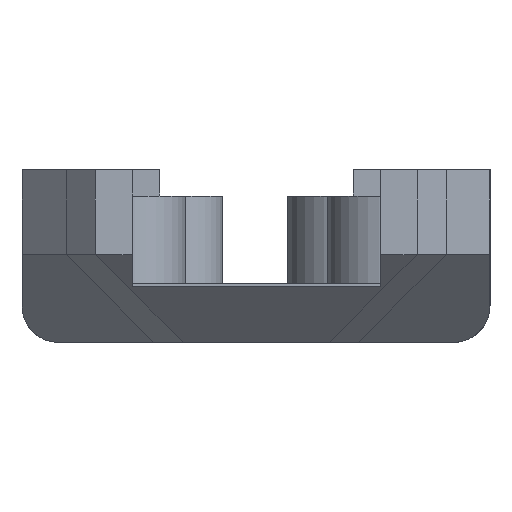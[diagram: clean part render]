
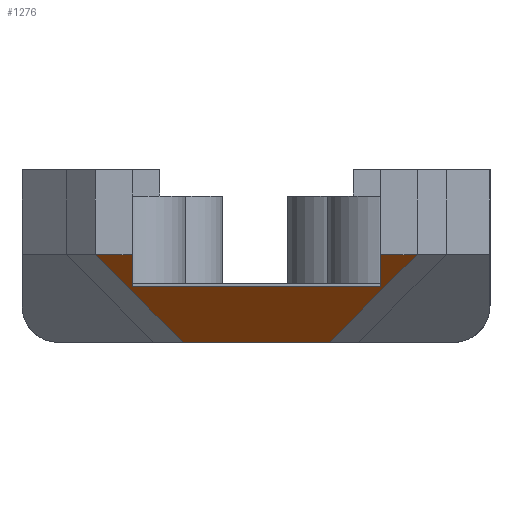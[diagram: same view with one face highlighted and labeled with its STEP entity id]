
A CAD part, left-side view. The second image highlights one B-rep face of the part: STEP entity #1276.
In plain terms, the highlighted planar face has unit normal (-0.707, 0, -0.707).
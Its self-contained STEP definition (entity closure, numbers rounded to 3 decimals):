
#70 = PLANE('',#71);
#71 = AXIS2_PLACEMENT_3D('',#72,#73,#74);
#72 = CARTESIAN_POINT('',(1.492,0.015,-5.9));
#73 = DIRECTION('',(0.,0.,1.));
#74 = DIRECTION('',(1.,0.,0.));
#179 = VERTEX_POINT('',#180);
#180 = CARTESIAN_POINT('',(-42.65,2.505,-5.9));
#194 = PLANE('',#195);
#195 = AXIS2_PLACEMENT_3D('',#196,#197,#198);
#196 = CARTESIAN_POINT('',(-45.65,4.005,-4.4));
#197 = DIRECTION('',(0.,0.707,-0.707));
#198 = DIRECTION('',(-1.,0.,0.));
#206 = EDGE_CURVE('',#207,#179,#209,.T.);
#207 = VERTEX_POINT('',#208);
#208 = CARTESIAN_POINT('',(-42.65,-2.491,-5.9));
#209 = SURFACE_CURVE('',#210,(#214,#221),.PCURVE_S1.);
#210 = LINE('',#211,#212);
#211 = CARTESIAN_POINT('',(-42.65,-5.491,-5.9));
#212 = VECTOR('',#213,1.);
#213 = DIRECTION('',(0.,1.,0.));
#214 = PCURVE('',#70,#215);
#215 = DEFINITIONAL_REPRESENTATION('',(#216),#220);
#216 = LINE('',#217,#218);
#217 = CARTESIAN_POINT('',(-44.142,-5.506));
#218 = VECTOR('',#219,1.);
#219 = DIRECTION('',(0.,1.));
#220 = ( GEOMETRIC_REPRESENTATION_CONTEXT(2) 
PARAMETRIC_REPRESENTATION_CONTEXT() REPRESENTATION_CONTEXT('2D SPACE',''
  ) );
#221 = PCURVE('',#222,#227);
#222 = PLANE('',#223);
#223 = AXIS2_PLACEMENT_3D('',#224,#225,#226);
#224 = CARTESIAN_POINT('',(-44.15,-5.491,-4.4));
#225 = DIRECTION('',(-0.707,0.,-0.707));
#226 = DIRECTION('',(0.,1.,0.));
#227 = DEFINITIONAL_REPRESENTATION('',(#228),#232);
#228 = LINE('',#229,#230);
#229 = CARTESIAN_POINT('',(0.,2.121));
#230 = VECTOR('',#231,1.);
#231 = DIRECTION('',(1.,0.));
#232 = ( GEOMETRIC_REPRESENTATION_CONTEXT(2) 
PARAMETRIC_REPRESENTATION_CONTEXT() REPRESENTATION_CONTEXT('2D SPACE',''
  ) );
#250 = PLANE('',#251);
#251 = AXIS2_PLACEMENT_3D('',#252,#253,#254);
#252 = CARTESIAN_POINT('',(-43.381,-3.991,-4.4));
#253 = DIRECTION('',(0.,-0.707,-0.707));
#254 = DIRECTION('',(-1.,0.,0.));
#1228 = VERTEX_POINT('',#1229);
#1229 = CARTESIAN_POINT('',(-45.65,-5.491,-2.9));
#1255 = EDGE_CURVE('',#1228,#207,#1256,.T.);
#1256 = SURFACE_CURVE('',#1257,(#1261,#1268),.PCURVE_S1.);
#1257 = LINE('',#1258,#1259);
#1258 = CARTESIAN_POINT('',(-44.272,-4.113,
    -4.278));
#1259 = VECTOR('',#1260,1.);
#1260 = DIRECTION('',(0.577,0.577,-0.577));
#1261 = PCURVE('',#250,#1262);
#1262 = DEFINITIONAL_REPRESENTATION('',(#1263),#1267);
#1263 = LINE('',#1264,#1265);
#1264 = CARTESIAN_POINT('',(0.891,-0.172));
#1265 = VECTOR('',#1266,1.);
#1266 = DIRECTION('',(-0.577,0.816));
#1267 = ( GEOMETRIC_REPRESENTATION_CONTEXT(2) 
PARAMETRIC_REPRESENTATION_CONTEXT() REPRESENTATION_CONTEXT('2D SPACE',''
  ) );
#1268 = PCURVE('',#222,#1269);
#1269 = DEFINITIONAL_REPRESENTATION('',(#1270),#1274);
#1270 = LINE('',#1271,#1272);
#1271 = CARTESIAN_POINT('',(1.378,-0.172));
#1272 = VECTOR('',#1273,1.);
#1273 = DIRECTION('',(0.577,0.816));
#1274 = ( GEOMETRIC_REPRESENTATION_CONTEXT(2) 
PARAMETRIC_REPRESENTATION_CONTEXT() REPRESENTATION_CONTEXT('2D SPACE',''
  ) );
#1276 = ADVANCED_FACE('',(#1277),#222,.T.);
#1277 = FACE_BOUND('',#1278,.T.);
#1278 = EDGE_LOOP('',(#1279,#1280,#1308,#1336,#1364,#1392,#1420,#1441));
#1279 = ORIENTED_EDGE('',*,*,#1255,.F.);
#1280 = ORIENTED_EDGE('',*,*,#1281,.T.);
#1281 = EDGE_CURVE('',#1228,#1282,#1284,.T.);
#1282 = VERTEX_POINT('',#1283);
#1283 = CARTESIAN_POINT('',(-45.65,-4.25,-2.9));
#1284 = SURFACE_CURVE('',#1285,(#1289,#1296),.PCURVE_S1.);
#1285 = LINE('',#1286,#1287);
#1286 = CARTESIAN_POINT('',(-45.65,-5.491,-2.9));
#1287 = VECTOR('',#1288,1.);
#1288 = DIRECTION('',(0.,1.,0.));
#1289 = PCURVE('',#222,#1290);
#1290 = DEFINITIONAL_REPRESENTATION('',(#1291),#1295);
#1291 = LINE('',#1292,#1293);
#1292 = CARTESIAN_POINT('',(0.,-2.121));
#1293 = VECTOR('',#1294,1.);
#1294 = DIRECTION('',(1.,0.));
#1295 = ( GEOMETRIC_REPRESENTATION_CONTEXT(2) 
PARAMETRIC_REPRESENTATION_CONTEXT() REPRESENTATION_CONTEXT('2D SPACE',''
  ) );
#1296 = PCURVE('',#1297,#1302);
#1297 = PLANE('',#1298);
#1298 = AXIS2_PLACEMENT_3D('',#1299,#1300,#1301);
#1299 = CARTESIAN_POINT('',(-45.65,-5.491,0.));
#1300 = DIRECTION('',(1.,0.,0.));
#1301 = DIRECTION('',(0.,1.,0.));
#1302 = DEFINITIONAL_REPRESENTATION('',(#1303),#1307);
#1303 = LINE('',#1304,#1305);
#1304 = CARTESIAN_POINT('',(0.,-2.9));
#1305 = VECTOR('',#1306,1.);
#1306 = DIRECTION('',(1.,0.));
#1307 = ( GEOMETRIC_REPRESENTATION_CONTEXT(2) 
PARAMETRIC_REPRESENTATION_CONTEXT() REPRESENTATION_CONTEXT('2D SPACE',''
  ) );
#1308 = ORIENTED_EDGE('',*,*,#1309,.F.);
#1309 = EDGE_CURVE('',#1310,#1282,#1312,.T.);
#1310 = VERTEX_POINT('',#1311);
#1311 = CARTESIAN_POINT('',(-44.55,-4.25,-4.));
#1312 = SURFACE_CURVE('',#1313,(#1317,#1324),.PCURVE_S1.);
#1313 = LINE('',#1314,#1315);
#1314 = CARTESIAN_POINT('',(-45.625,-4.25,-2.925));
#1315 = VECTOR('',#1316,1.);
#1316 = DIRECTION('',(-0.707,0.,0.707));
#1317 = PCURVE('',#222,#1318);
#1318 = DEFINITIONAL_REPRESENTATION('',(#1319),#1323);
#1319 = LINE('',#1320,#1321);
#1320 = CARTESIAN_POINT('',(1.241,-2.086));
#1321 = VECTOR('',#1322,1.);
#1322 = DIRECTION('',(0.,-1.));
#1323 = ( GEOMETRIC_REPRESENTATION_CONTEXT(2) 
PARAMETRIC_REPRESENTATION_CONTEXT() REPRESENTATION_CONTEXT('2D SPACE',''
  ) );
#1324 = PCURVE('',#1325,#1330);
#1325 = PLANE('',#1326);
#1326 = AXIS2_PLACEMENT_3D('',#1327,#1328,#1329);
#1327 = CARTESIAN_POINT('',(-45.65,-4.25,0.));
#1328 = DIRECTION('',(0.,-1.,0.));
#1329 = DIRECTION('',(1.,0.,0.));
#1330 = DEFINITIONAL_REPRESENTATION('',(#1331),#1335);
#1331 = LINE('',#1332,#1333);
#1332 = CARTESIAN_POINT('',(0.025,-2.925));
#1333 = VECTOR('',#1334,1.);
#1334 = DIRECTION('',(-0.707,0.707));
#1335 = ( GEOMETRIC_REPRESENTATION_CONTEXT(2) 
PARAMETRIC_REPRESENTATION_CONTEXT() REPRESENTATION_CONTEXT('2D SPACE',''
  ) );
#1336 = ORIENTED_EDGE('',*,*,#1337,.T.);
#1337 = EDGE_CURVE('',#1310,#1338,#1340,.T.);
#1338 = VERTEX_POINT('',#1339);
#1339 = CARTESIAN_POINT('',(-44.55,4.25,-4.));
#1340 = SURFACE_CURVE('',#1341,(#1345,#1352),.PCURVE_S1.);
#1341 = LINE('',#1342,#1343);
#1342 = CARTESIAN_POINT('',(-44.55,-2.746,-4.));
#1343 = VECTOR('',#1344,1.);
#1344 = DIRECTION('',(0.,1.,0.));
#1345 = PCURVE('',#222,#1346);
#1346 = DEFINITIONAL_REPRESENTATION('',(#1347),#1351);
#1347 = LINE('',#1348,#1349);
#1348 = CARTESIAN_POINT('',(2.746,-0.566));
#1349 = VECTOR('',#1350,1.);
#1350 = DIRECTION('',(1.,0.));
#1351 = ( GEOMETRIC_REPRESENTATION_CONTEXT(2) 
PARAMETRIC_REPRESENTATION_CONTEXT() REPRESENTATION_CONTEXT('2D SPACE',''
  ) );
#1352 = PCURVE('',#1353,#1358);
#1353 = PLANE('',#1354);
#1354 = AXIS2_PLACEMENT_3D('',#1355,#1356,#1357);
#1355 = CARTESIAN_POINT('',(-42.9,0.,-4.));
#1356 = DIRECTION('',(0.,0.,1.));
#1357 = DIRECTION('',(1.,0.,0.));
#1358 = DEFINITIONAL_REPRESENTATION('',(#1359),#1363);
#1359 = LINE('',#1360,#1361);
#1360 = CARTESIAN_POINT('',(-1.65,-2.746));
#1361 = VECTOR('',#1362,1.);
#1362 = DIRECTION('',(0.,1.));
#1363 = ( GEOMETRIC_REPRESENTATION_CONTEXT(2) 
PARAMETRIC_REPRESENTATION_CONTEXT() REPRESENTATION_CONTEXT('2D SPACE',''
  ) );
#1364 = ORIENTED_EDGE('',*,*,#1365,.F.);
#1365 = EDGE_CURVE('',#1366,#1338,#1368,.T.);
#1366 = VERTEX_POINT('',#1367);
#1367 = CARTESIAN_POINT('',(-45.65,4.25,-2.9));
#1368 = SURFACE_CURVE('',#1369,(#1373,#1380),.PCURVE_S1.);
#1369 = LINE('',#1370,#1371);
#1370 = CARTESIAN_POINT('',(-44.25,4.25,-4.3));
#1371 = VECTOR('',#1372,1.);
#1372 = DIRECTION('',(0.707,0.,-0.707));
#1373 = PCURVE('',#222,#1374);
#1374 = DEFINITIONAL_REPRESENTATION('',(#1375),#1379);
#1375 = LINE('',#1376,#1377);
#1376 = CARTESIAN_POINT('',(9.741,-0.141));
#1377 = VECTOR('',#1378,1.);
#1378 = DIRECTION('',(0.,1.));
#1379 = ( GEOMETRIC_REPRESENTATION_CONTEXT(2) 
PARAMETRIC_REPRESENTATION_CONTEXT() REPRESENTATION_CONTEXT('2D SPACE',''
  ) );
#1380 = PCURVE('',#1381,#1386);
#1381 = PLANE('',#1382);
#1382 = AXIS2_PLACEMENT_3D('',#1383,#1384,#1385);
#1383 = CARTESIAN_POINT('',(-40.15,4.25,0.));
#1384 = DIRECTION('',(0.,1.,0.));
#1385 = DIRECTION('',(-1.,0.,0.));
#1386 = DEFINITIONAL_REPRESENTATION('',(#1387),#1391);
#1387 = LINE('',#1388,#1389);
#1388 = CARTESIAN_POINT('',(4.1,-4.3));
#1389 = VECTOR('',#1390,1.);
#1390 = DIRECTION('',(-0.707,-0.707));
#1391 = ( GEOMETRIC_REPRESENTATION_CONTEXT(2) 
PARAMETRIC_REPRESENTATION_CONTEXT() REPRESENTATION_CONTEXT('2D SPACE',''
  ) );
#1392 = ORIENTED_EDGE('',*,*,#1393,.T.);
#1393 = EDGE_CURVE('',#1366,#1394,#1396,.T.);
#1394 = VERTEX_POINT('',#1395);
#1395 = CARTESIAN_POINT('',(-45.65,5.505,-2.9));
#1396 = SURFACE_CURVE('',#1397,(#1401,#1408),.PCURVE_S1.);
#1397 = LINE('',#1398,#1399);
#1398 = CARTESIAN_POINT('',(-45.65,-5.491,-2.9));
#1399 = VECTOR('',#1400,1.);
#1400 = DIRECTION('',(0.,1.,0.));
#1401 = PCURVE('',#222,#1402);
#1402 = DEFINITIONAL_REPRESENTATION('',(#1403),#1407);
#1403 = LINE('',#1404,#1405);
#1404 = CARTESIAN_POINT('',(0.,-2.121));
#1405 = VECTOR('',#1406,1.);
#1406 = DIRECTION('',(1.,0.));
#1407 = ( GEOMETRIC_REPRESENTATION_CONTEXT(2) 
PARAMETRIC_REPRESENTATION_CONTEXT() REPRESENTATION_CONTEXT('2D SPACE',''
  ) );
#1408 = PCURVE('',#1409,#1414);
#1409 = PLANE('',#1410);
#1410 = AXIS2_PLACEMENT_3D('',#1411,#1412,#1413);
#1411 = CARTESIAN_POINT('',(-45.65,-5.491,0.));
#1412 = DIRECTION('',(1.,0.,0.));
#1413 = DIRECTION('',(0.,1.,0.));
#1414 = DEFINITIONAL_REPRESENTATION('',(#1415),#1419);
#1415 = LINE('',#1416,#1417);
#1416 = CARTESIAN_POINT('',(0.,-2.9));
#1417 = VECTOR('',#1418,1.);
#1418 = DIRECTION('',(1.,0.));
#1419 = ( GEOMETRIC_REPRESENTATION_CONTEXT(2) 
PARAMETRIC_REPRESENTATION_CONTEXT() REPRESENTATION_CONTEXT('2D SPACE',''
  ) );
#1420 = ORIENTED_EDGE('',*,*,#1421,.F.);
#1421 = EDGE_CURVE('',#179,#1394,#1422,.T.);
#1422 = SURFACE_CURVE('',#1423,(#1427,#1434),.PCURVE_S1.);
#1423 = LINE('',#1424,#1425);
#1424 = CARTESIAN_POINT('',(-42.817,2.672,-5.733));
#1425 = VECTOR('',#1426,1.);
#1426 = DIRECTION('',(-0.577,0.577,0.577));
#1427 = PCURVE('',#222,#1428);
#1428 = DEFINITIONAL_REPRESENTATION('',(#1429),#1433);
#1429 = LINE('',#1430,#1431);
#1430 = CARTESIAN_POINT('',(8.163,1.885));
#1431 = VECTOR('',#1432,1.);
#1432 = DIRECTION('',(0.577,-0.816));
#1433 = ( GEOMETRIC_REPRESENTATION_CONTEXT(2) 
PARAMETRIC_REPRESENTATION_CONTEXT() REPRESENTATION_CONTEXT('2D SPACE',''
  ) );
#1434 = PCURVE('',#194,#1435);
#1435 = DEFINITIONAL_REPRESENTATION('',(#1436),#1440);
#1436 = LINE('',#1437,#1438);
#1437 = CARTESIAN_POINT('',(-2.833,-1.885));
#1438 = VECTOR('',#1439,1.);
#1439 = DIRECTION('',(0.577,0.816));
#1440 = ( GEOMETRIC_REPRESENTATION_CONTEXT(2) 
PARAMETRIC_REPRESENTATION_CONTEXT() REPRESENTATION_CONTEXT('2D SPACE',''
  ) );
#1441 = ORIENTED_EDGE('',*,*,#206,.F.);
